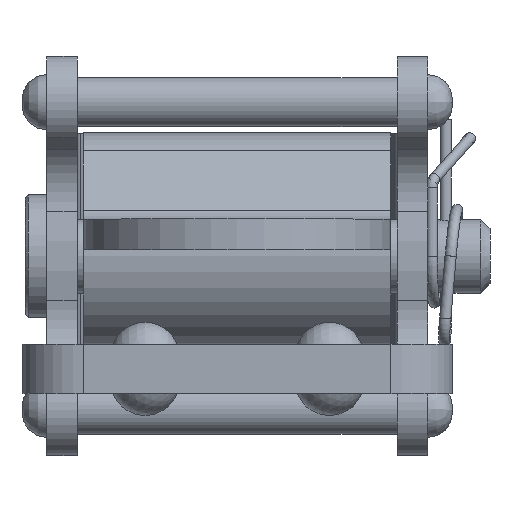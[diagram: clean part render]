
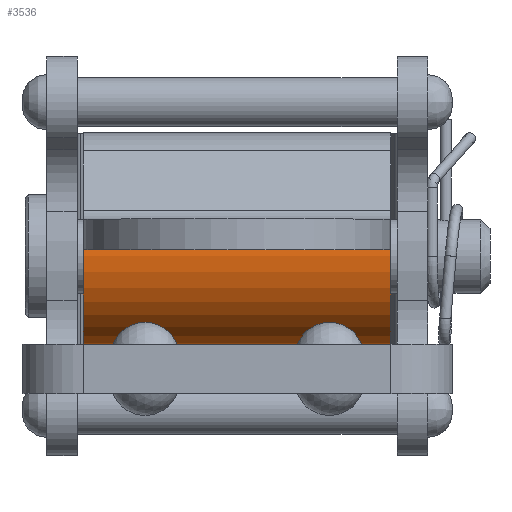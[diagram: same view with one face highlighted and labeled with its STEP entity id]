
A CAD part, top view. The second image highlights one B-rep face of the part: STEP entity #3536.
In plain terms, the highlighted cylindrical face has radius 15 mm (diameter 30 mm), a partial arc.
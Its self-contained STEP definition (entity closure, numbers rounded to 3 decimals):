
#215=LINE($,#7148,#425);
#225=LINE($,#7174,#435);
#425=VECTOR($,#4909,50.);
#435=VECTOR($,#4939,50.);
#656=FACE_OUTER_BOUND($,#1166,.T.);
#754=CYLINDRICAL_SURFACE($,#3955,15.);
#1166=EDGE_LOOP($,(#3022,#3023,#3024,#3025));
#1386=CIRCLE($,#3956,15.);
#1387=CIRCLE($,#3957,15.);
#1673=VERTEX_POINT($,#7145);
#1674=VERTEX_POINT($,#7147);
#1676=VERTEX_POINT($,#7155);
#1678=VERTEX_POINT($,#7161);
#2100=EDGE_CURVE($,#1674,#1673,#215,.T.);
#2114=EDGE_CURVE($,#1676,#1678,#225,.T.);
#2136=EDGE_CURVE($,#1674,#1676,#1386,.T.);
#2137=EDGE_CURVE($,#1673,#1678,#1387,.T.);
#3022=ORIENTED_EDGE($,*,*,#2114,.F.);
#3023=ORIENTED_EDGE($,*,*,#2136,.F.);
#3024=ORIENTED_EDGE($,*,*,#2100,.T.);
#3025=ORIENTED_EDGE($,*,*,#2137,.T.);
#3536=ADVANCED_FACE($,(#656),#754,.T.);
#3955=AXIS2_PLACEMENT_3D($,#7218,#4989,#4990);
#3956=AXIS2_PLACEMENT_3D($,#7219,#4991,#4992);
#3957=AXIS2_PLACEMENT_3D($,#7220,#4993,#4994);
#4909=DIRECTION($,(-1.,0.,0.));
#4939=DIRECTION($,(-1.,0.,0.));
#4989=DIRECTION('center_axis',(-1.,0.,0.));
#4990=DIRECTION('ref_axis',(0.,0.998,-0.06));
#4991=DIRECTION('center_axis',(1.,0.,0.));
#4992=DIRECTION('ref_axis',(0.,0.998,-0.06));
#4993=DIRECTION('center_axis',(1.,0.,0.));
#4994=DIRECTION('ref_axis',(0.,0.998,-0.06));
#7145=CARTESIAN_POINT('',(-59.696,307.696,8.19));
#7147=CARTESIAN_POINT('',(-9.696,307.696,8.19));
#7148=CARTESIAN_POINT($,(-9.696,307.696,8.19));
#7155=CARTESIAN_POINT('',(-9.696,277.696,8.19));
#7161=CARTESIAN_POINT('',(-59.696,277.696,8.19));
#7174=CARTESIAN_POINT($,(-9.696,277.696,8.19));
#7218=CARTESIAN_POINT('Origin',(-9.696,292.696,8.19));
#7219=CARTESIAN_POINT('Origin',(-9.696,292.696,8.19));
#7220=CARTESIAN_POINT('Origin',(-59.696,292.696,8.19));
